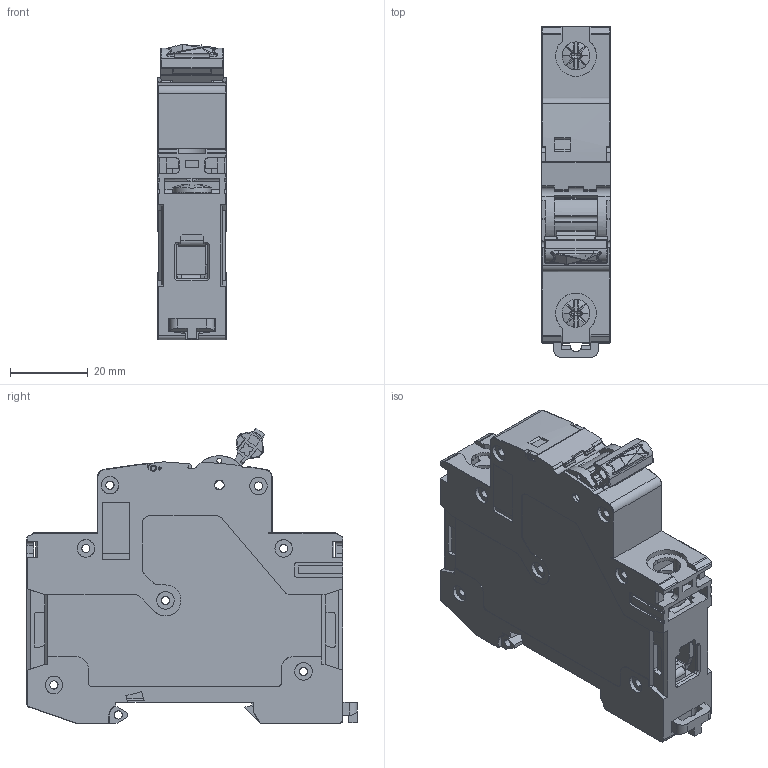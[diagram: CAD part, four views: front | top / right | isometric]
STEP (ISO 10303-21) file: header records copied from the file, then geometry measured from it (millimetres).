
FILE_DESCRIPTION (( 'STEP AP214' ), '1' );
FILE_NAME ('AR-M10N-1-K0D5.STEP', '2023-11-29T11:21:00', ( '' ), ( '' ), 'SwSTEP 2.0', 'SolidWorks 2022', '' );
FILE_SCHEMA (( 'AUTOMOTIVE_DESIGN' ));
Length unit declared in the file: millimetre
Products named in the file (2): AR-M10N-1-K0D5
Assembly tree (1 placements, depth 2):
  AR-M10N-1-K0D5
    AR-M10N-1-K0D5
Bounding box: 17.7 x 85.2 x 76.2 mm (x, y, z)
Surface area: 25097.2 mm2 (no closed solid volume)
Topology: 0 solids, 2 shells, 1549 faces, 4360 edges, 2767 vertices
Faces by surface type: plane 918, cylinder 452, cone 59, torus 46, bspline 41, sphere 33
Entity records: 61963 total; most frequent: CARTESIAN_POINT 30934, ORIENTED_EDGE 8647, EDGE_CURVE 4325, B_SPLINE_CURVE_WITH_KNOTS 4311, DIRECTION 3027, VERTEX_POINT 2767, EDGE_LOOP 1645, ADVANCED_FACE 1549
